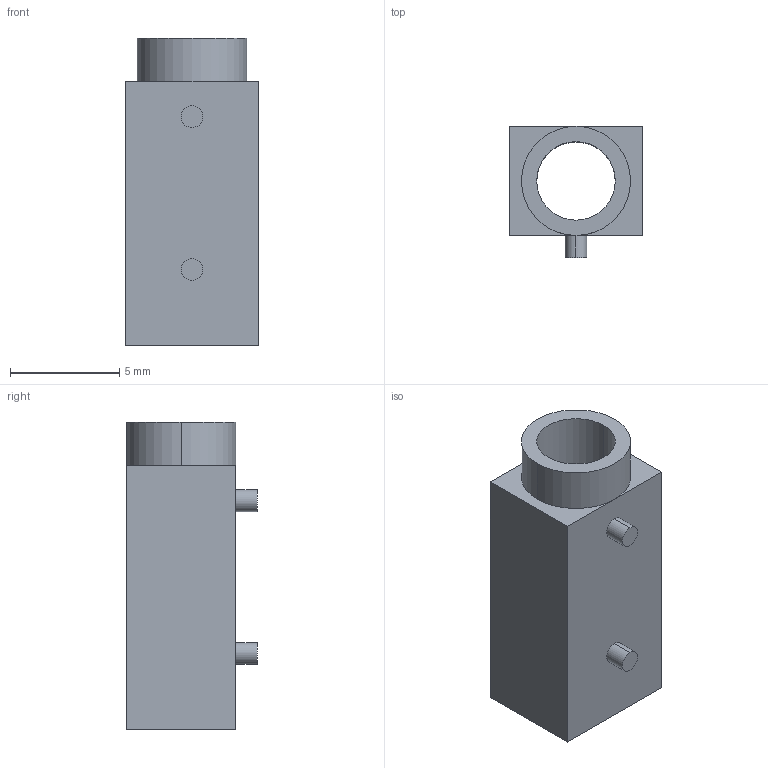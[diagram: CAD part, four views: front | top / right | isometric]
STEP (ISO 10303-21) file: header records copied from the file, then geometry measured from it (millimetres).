
FILE_DESCRIPTION (( 'STEP AP203' ), '1' );
FILE_NAME ('audio_jack_conn.STEP', '2026-02-11T13:45:22', ( '' ), ( '' ), 'SwSTEP 2.0', 'SolidWorks 2025', '' );
FILE_SCHEMA (( 'CONFIG_CONTROL_DESIGN' ));
Length unit declared in the file: millimetre
Products named in the file (1): audio_jack_conn
Bounding box: 6.1 x 6 x 14.1 mm (x, y, z)
Volume: 266.4 mm3; surface area: 506.4 mm2
Topology: 1 solids, 1 shells, 18 faces, 40 edges, 26 vertices
Faces by surface type: plane 10, cylinder 8
Entity records: 587 total; most frequent: DIRECTION 96, CARTESIAN_POINT 85, ORIENTED_EDGE 80, EDGE_CURVE 40, AXIS2_PLACEMENT_3D 37, VERTEX_POINT 26, LINE 22, EDGE_LOOP 22
